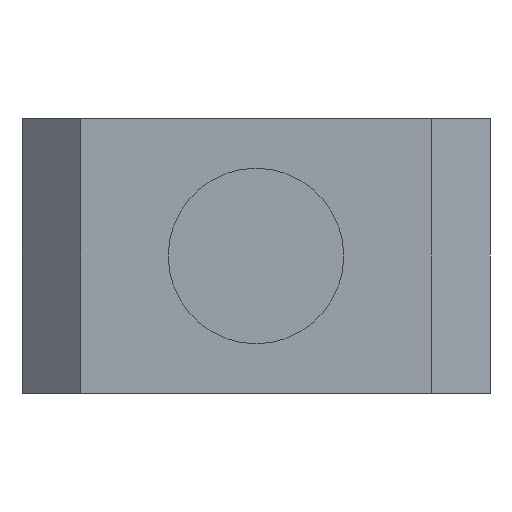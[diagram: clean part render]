
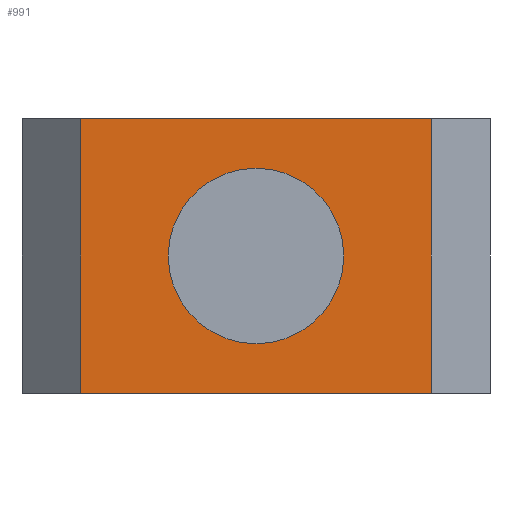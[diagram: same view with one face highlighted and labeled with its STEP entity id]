
A CAD part, front view. The second image highlights one B-rep face of the part: STEP entity #991.
In plain terms, the highlighted planar face has unit normal (0, -1, 0).
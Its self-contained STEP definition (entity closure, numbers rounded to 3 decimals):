
#9 = CARTESIAN_POINT ( 'NONE',  ( -4., -8., 4.7 ) ) ;
#42 = EDGE_CURVE ( 'NONE', #749, #508, #278, .T. ) ;
#105 = ORIENTED_EDGE ( 'NONE', *, *, #549, .T. ) ;
#106 = EDGE_CURVE ( 'NONE', #141, #1069, #811, .T. ) ;
#116 = CARTESIAN_POINT ( 'NONE',  ( -4., -8., 0. ) ) ;
#118 = FACE_BOUND ( 'NONE', #361, .T. ) ;
#119 = AXIS2_PLACEMENT_3D ( 'NONE', #604, #1059, #310 ) ;
#122 = DIRECTION ( 'NONE',  ( 0., 0., -1. ) ) ;
#131 = VECTOR ( 'NONE', #1073, 1000. ) ;
#137 = CARTESIAN_POINT ( 'NONE',  ( -3., -8., 4.7 ) ) ;
#141 = VERTEX_POINT ( 'NONE', #933 ) ;
#157 = CIRCLE ( 'NONE', #727, 1.5 ) ;
#169 = LINE ( 'NONE', #137, #469 ) ;
#180 = LINE ( 'NONE', #116, #1186 ) ;
#230 = CARTESIAN_POINT ( 'NONE',  ( 3., -8., 4.7 ) ) ;
#243 = EDGE_CURVE ( 'NONE', #141, #750, #169, .T. ) ;
#278 = CIRCLE ( 'NONE', #930, 1.5 ) ;
#288 = DIRECTION ( 'NONE',  ( 1., 0., 0. ) ) ;
#310 = DIRECTION ( 'NONE',  ( 0., 0., 1. ) ) ;
#361 = EDGE_LOOP ( 'NONE', ( #1184, #565 ) ) ;
#365 = LINE ( 'NONE', #230, #131 ) ;
#402 = CARTESIAN_POINT ( 'NONE',  ( 3., -8., 4.7 ) ) ;
#419 = CARTESIAN_POINT ( 'NONE',  ( -3., -8., 0. ) ) ;
#460 = DIRECTION ( 'NONE',  ( 1., 0., 0. ) ) ;
#469 = VECTOR ( 'NONE', #498, 1000. ) ;
#492 = EDGE_CURVE ( 'NONE', #508, #749, #157, .T. ) ;
#498 = DIRECTION ( 'NONE',  ( 0., 0., -1. ) ) ;
#508 = VERTEX_POINT ( 'NONE', #974 ) ;
#549 = EDGE_CURVE ( 'NONE', #1077, #1069, #365, .T. ) ;
#565 = ORIENTED_EDGE ( 'NONE', *, *, #492, .F. ) ;
#604 = CARTESIAN_POINT ( 'NONE',  ( -4., -8., 4.7 ) ) ;
#650 = ORIENTED_EDGE ( 'NONE', *, *, #1096, .T. ) ;
#669 = CARTESIAN_POINT ( 'NONE',  ( 0., -8., 2.35 ) ) ;
#677 = VECTOR ( 'NONE', #460, 1000. ) ;
#685 = DIRECTION ( 'NONE',  ( 0., -1., 0. ) ) ;
#727 = AXIS2_PLACEMENT_3D ( 'NONE', #969, #685, #1151 ) ;
#731 = CARTESIAN_POINT ( 'NONE',  ( 0., -8., 0.85 ) ) ;
#749 = VERTEX_POINT ( 'NONE', #731 ) ;
#750 = VERTEX_POINT ( 'NONE', #419 ) ;
#811 = LINE ( 'NONE', #9, #677 ) ;
#816 = PLANE ( 'NONE',  #119 ) ;
#832 = ORIENTED_EDGE ( 'NONE', *, *, #243, .T. ) ;
#852 = DIRECTION ( 'NONE',  ( 0., -1., 0. ) ) ;
#859 = EDGE_LOOP ( 'NONE', ( #910, #832, #650, #105 ) ) ;
#910 = ORIENTED_EDGE ( 'NONE', *, *, #106, .F. ) ;
#930 = AXIS2_PLACEMENT_3D ( 'NONE', #669, #852, #122 ) ;
#933 = CARTESIAN_POINT ( 'NONE',  ( -3., -8., 4.7 ) ) ;
#969 = CARTESIAN_POINT ( 'NONE',  ( 0., -8., 2.35 ) ) ;
#974 = CARTESIAN_POINT ( 'NONE',  ( 0., -8., 3.85 ) ) ;
#991 = ADVANCED_FACE ( 'NONE', ( #118, #1036 ), #816, .F. ) ;
#1036 = FACE_OUTER_BOUND ( 'NONE', #859, .T. ) ;
#1059 = DIRECTION ( 'NONE',  ( 0., 1., 0. ) ) ;
#1064 = CARTESIAN_POINT ( 'NONE',  ( 3., -8., 0. ) ) ;
#1069 = VERTEX_POINT ( 'NONE', #402 ) ;
#1073 = DIRECTION ( 'NONE',  ( 0., 0., 1. ) ) ;
#1077 = VERTEX_POINT ( 'NONE', #1064 ) ;
#1096 = EDGE_CURVE ( 'NONE', #750, #1077, #180, .T. ) ;
#1151 = DIRECTION ( 'NONE',  ( 0., 0., -1. ) ) ;
#1184 = ORIENTED_EDGE ( 'NONE', *, *, #42, .F. ) ;
#1186 = VECTOR ( 'NONE', #288, 1000. ) ;
